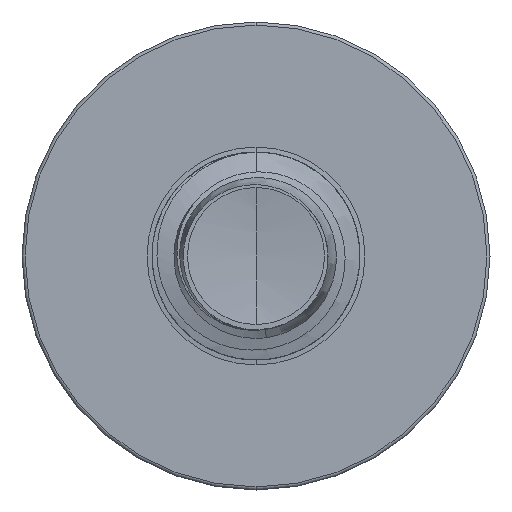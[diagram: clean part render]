
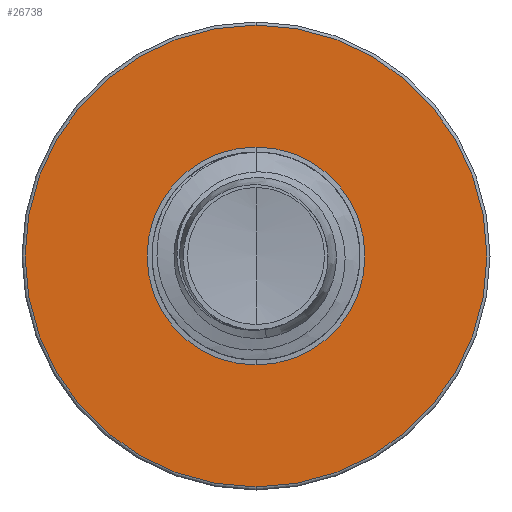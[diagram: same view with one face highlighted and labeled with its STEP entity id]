
A CAD part, front view. The second image highlights one B-rep face of the part: STEP entity #26738.
In plain terms, the highlighted planar face has unit normal (0, -1, 0).
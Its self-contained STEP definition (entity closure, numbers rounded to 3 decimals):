
#1151 = EDGE_CURVE ( 'NONE', #5717, #6494, #7626, .T. ) ;
#1366 = DIRECTION ( 'NONE',  ( 0., 1., 0. ) ) ;
#1840 = CARTESIAN_POINT ( 'NONE',  ( 0., 25., -8.88 ) ) ;
#1935 = CARTESIAN_POINT ( 'NONE',  ( 0., 25., 0. ) ) ;
#1983 = DIRECTION ( 'NONE',  ( 0., 0., 1. ) ) ;
#2139 = EDGE_LOOP ( 'NONE', ( #4986, #10328 ) ) ;
#2510 = DIRECTION ( 'NONE',  ( 0., 1., 0. ) ) ;
#3613 = CARTESIAN_POINT ( 'NONE',  ( 0., 25., 4.192 ) ) ;
#3626 = ORIENTED_EDGE ( 'NONE', *, *, #24094, .F. ) ;
#3849 = CARTESIAN_POINT ( 'NONE',  ( 0., 25., 8.88 ) ) ;
#4265 = ORIENTED_EDGE ( 'NONE', *, *, #23963, .F. ) ;
#4479 = VERTEX_POINT ( 'NONE', #1840 ) ;
#4986 = ORIENTED_EDGE ( 'NONE', *, *, #29465, .T. ) ;
#5717 = VERTEX_POINT ( 'NONE', #20467 ) ;
#6212 = AXIS2_PLACEMENT_3D ( 'NONE', #13255, #31095, #16022 ) ;
#6494 = VERTEX_POINT ( 'NONE', #3613 ) ;
#6526 = AXIS2_PLACEMENT_3D ( 'NONE', #18889, #1366, #21455 ) ;
#7054 = FACE_OUTER_BOUND ( 'NONE', #18178, .T. ) ;
#7626 = CIRCLE ( 'NONE', #17575, 4.192 ) ;
#10328 = ORIENTED_EDGE ( 'NONE', *, *, #1151, .T. ) ;
#10350 = CIRCLE ( 'NONE', #6526, 8.88 ) ;
#11088 = CARTESIAN_POINT ( 'NONE',  ( 0., 25., 0. ) ) ;
#12860 = CARTESIAN_POINT ( 'NONE',  ( 0., 25., -4.192 ) ) ;
#13255 = CARTESIAN_POINT ( 'NONE',  ( 0., 25., 0. ) ) ;
#13319 = CIRCLE ( 'NONE', #30262, 4.192 ) ;
#13902 = DIRECTION ( 'NONE',  ( 0., 0., 1. ) ) ;
#15648 = DIRECTION ( 'NONE',  ( 0., 1., 0. ) ) ;
#16022 = DIRECTION ( 'NONE',  ( 0., 0., 1. ) ) ;
#17575 = AXIS2_PLACEMENT_3D ( 'NONE', #1935, #2510, #1983 ) ;
#18178 = EDGE_LOOP ( 'NONE', ( #3626, #4265 ) ) ;
#18889 = CARTESIAN_POINT ( 'NONE',  ( 0., 25., 0. ) ) ;
#19266 = AXIS2_PLACEMENT_3D ( 'NONE', #12860, #15648, #33421 ) ;
#20467 = CARTESIAN_POINT ( 'NONE',  ( 0., 25., -4.192 ) ) ;
#21455 = DIRECTION ( 'NONE',  ( 0., 0., 1. ) ) ;
#23963 = EDGE_CURVE ( 'NONE', #4479, #26839, #24195, .T. ) ;
#24094 = EDGE_CURVE ( 'NONE', #26839, #4479, #10350, .T. ) ;
#24195 = CIRCLE ( 'NONE', #6212, 8.88 ) ;
#26738 = ADVANCED_FACE ( 'NONE', ( #7054, #33404 ), #32627, .F. ) ;
#26839 = VERTEX_POINT ( 'NONE', #3849 ) ;
#29081 = DIRECTION ( 'NONE',  ( 0., 1., 0. ) ) ;
#29465 = EDGE_CURVE ( 'NONE', #6494, #5717, #13319, .T. ) ;
#30262 = AXIS2_PLACEMENT_3D ( 'NONE', #11088, #29081, #13902 ) ;
#31095 = DIRECTION ( 'NONE',  ( 0., 1., 0. ) ) ;
#32627 = PLANE ( 'NONE',  #19266 ) ;
#33404 = FACE_BOUND ( 'NONE', #2139, .T. ) ;
#33421 = DIRECTION ( 'NONE',  ( 0., 0., 1. ) ) ;
